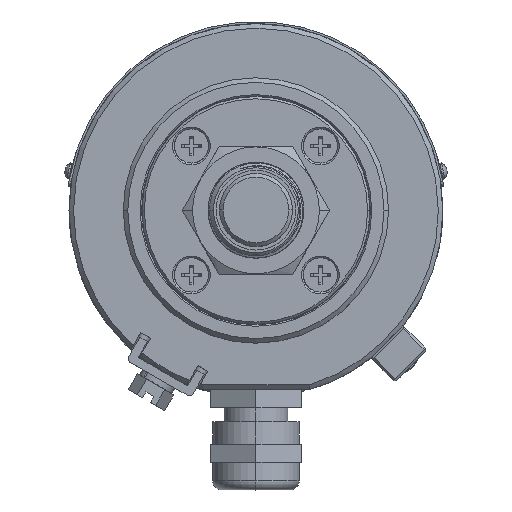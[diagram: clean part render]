
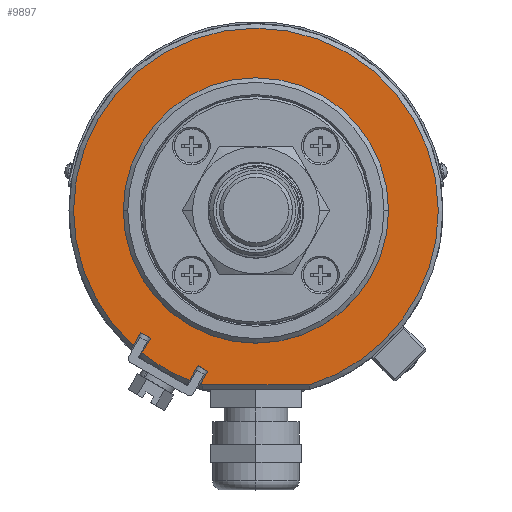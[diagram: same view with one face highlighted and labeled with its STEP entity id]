
A CAD part, top view. The second image highlights one B-rep face of the part: STEP entity #9897.
In plain terms, the highlighted planar face has unit normal (0, 0, 1).
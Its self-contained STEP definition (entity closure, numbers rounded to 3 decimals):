
#1309=DIRECTION('',(-0.866,0.5,0.));
#1310=VECTOR('',#1309,2.5);
#1311=CARTESIAN_POINT('',(-23.096,-28.004,-10.));
#1312=LINE('',#1311,#1310);
#1313=DIRECTION('',(-0.5,-0.866,0.));
#1314=VECTOR('',#1313,3.286);
#1315=CARTESIAN_POINT('',(-25.261,-26.754,-10.));
#1316=LINE('',#1315,#1314);
#1317=CARTESIAN_POINT('',(0.,0.,-10.));
#1318=DIRECTION('',(0.,0.,-1.));
#1319=DIRECTION('',(-0.673,-0.74,0.));
#1320=AXIS2_PLACEMENT_3D('',#1317,#1318,#1319);
#1322=CARTESIAN_POINT('',(0.,0.,-10.));
#1323=DIRECTION('',(0.,0.,-1.));
#1324=DIRECTION('',(-1.,0.,0.));
#1325=AXIS2_PLACEMENT_3D('',#1322,#1323,#1324);
#1327=CARTESIAN_POINT('',(0.,0.,-10.));
#1328=DIRECTION('',(0.,0.,-1.));
#1329=DIRECTION('',(1.,0.,0.));
#1330=AXIS2_PLACEMENT_3D('',#1327,#1328,#1329);
#1332=DIRECTION('',(-1.,0.,0.));
#1333=VECTOR('',#1332,23.404);
#1334=CARTESIAN_POINT('',(11.702,-38.25,-10.));
#1335=LINE('',#1334,#1333);
#1336=CARTESIAN_POINT('',(0.,0.,-10.));
#1337=DIRECTION('',(0.,0.,-1.));
#1338=DIRECTION('',(-0.293,-0.956,0.));
#1339=AXIS2_PLACEMENT_3D('',#1336,#1337,#1338);
#1341=DIRECTION('',(0.5,0.866,0.));
#1342=VECTOR('',#1341,3.286);
#1343=CARTESIAN_POINT('',(-12.182,-38.1,-10.));
#1344=LINE('',#1343,#1342);
#1345=DIRECTION('',(-0.866,0.5,0.));
#1346=VECTOR('',#1345,2.5);
#1347=CARTESIAN_POINT('',(-10.539,-35.254,-10.));
#1348=LINE('',#1347,#1346);
#1349=DIRECTION('',(-0.5,-0.866,0.));
#1350=VECTOR('',#1349,3.747);
#1351=CARTESIAN_POINT('',(-12.704,-34.004,-10.));
#1352=LINE('',#1351,#1350);
#1353=CARTESIAN_POINT('',(0.,0.,-10.));
#1354=DIRECTION('',(0.,0.,-1.));
#1355=DIRECTION('',(-0.364,-0.931,0.));
#1356=AXIS2_PLACEMENT_3D('',#1353,#1354,#1355);
#1358=DIRECTION('',(0.5,0.866,0.));
#1359=VECTOR('',#1358,3.747);
#1360=CARTESIAN_POINT('',(-24.97,-31.249,-10.));
#1361=LINE('',#1360,#1359);
#1362=CARTESIAN_POINT('',(0.,0.,-10.));
#1363=DIRECTION('',(0.,0.,1.));
#1364=DIRECTION('',(-1.,0.,0.));
#1365=AXIS2_PLACEMENT_3D('',#1362,#1363,#1364);
#1367=CARTESIAN_POINT('',(0.,0.,-10.));
#1368=DIRECTION('',(0.,0.,1.));
#1369=DIRECTION('',(1.,0.,0.));
#1370=AXIS2_PLACEMENT_3D('',#1367,#1368,#1369);
#7220=CARTESIAN_POINT('',(11.702,-38.25,-10.));
#7221=CARTESIAN_POINT('',(-11.702,-38.25,-10.));
#7222=VERTEX_POINT('',#7220);
#7223=VERTEX_POINT('',#7221);
#7224=CARTESIAN_POINT('',(-23.096,-28.004,-10.));
#7225=CARTESIAN_POINT('',(-25.261,-26.754,-10.));
#7226=VERTEX_POINT('',#7224);
#7227=VERTEX_POINT('',#7225);
#7228=CARTESIAN_POINT('',(-26.904,-29.6,-10.));
#7229=VERTEX_POINT('',#7228);
#7230=CARTESIAN_POINT('',(40.,0.,-10.));
#7231=VERTEX_POINT('',#7230);
#7232=CARTESIAN_POINT('',(-40.,0.,-10.));
#7233=VERTEX_POINT('',#7232);
#7234=CARTESIAN_POINT('',(-12.182,-38.1,-10.));
#7235=VERTEX_POINT('',#7234);
#7236=CARTESIAN_POINT('',(-10.539,-35.254,-10.));
#7237=VERTEX_POINT('',#7236);
#7238=CARTESIAN_POINT('',(-12.704,-34.004,-10.));
#7239=VERTEX_POINT('',#7238);
#7240=CARTESIAN_POINT('',(-14.578,-37.249,-10.));
#7241=VERTEX_POINT('',#7240);
#7242=CARTESIAN_POINT('',(-24.97,-31.249,-10.));
#7243=VERTEX_POINT('',#7242);
#7244=CARTESIAN_POINT('',(-29.1,0.,-10.));
#7245=CARTESIAN_POINT('',(29.1,0.,-10.));
#7246=VERTEX_POINT('',#7244);
#7247=VERTEX_POINT('',#7245);
#9867=CARTESIAN_POINT('',(0.,0.,-10.));
#9868=DIRECTION('',(0.,0.,-1.));
#9869=DIRECTION('',(-1.,0.,0.));
#9870=AXIS2_PLACEMENT_3D('',#9867,#9868,#9869);
#9871=PLANE('',#9870);
#9873=ORIENTED_EDGE('',*,*,#9872,.T.);
#9874=ORIENTED_EDGE('',*,*,#9623,.T.);
#9875=ORIENTED_EDGE('',*,*,#9647,.T.);
#9876=ORIENTED_EDGE('',*,*,#9645,.T.);
#9877=ORIENTED_EDGE('',*,*,#9643,.T.);
#9878=ORIENTED_EDGE('',*,*,#9858,.T.);
#9880=ORIENTED_EDGE('',*,*,#9879,.T.);
#9882=ORIENTED_EDGE('',*,*,#9881,.T.);
#9884=ORIENTED_EDGE('',*,*,#9883,.T.);
#9886=ORIENTED_EDGE('',*,*,#9885,.T.);
#9887=ORIENTED_EDGE('',*,*,#9577,.T.);
#9888=ORIENTED_EDGE('',*,*,#9593,.T.);
#9889=EDGE_LOOP('',(#9873,#9874,#9875,#9876,#9877,#9878,#9880,#9882,#9884,#9886,
#9887,#9888));
#9890=FACE_OUTER_BOUND('',#9889,.F.);
#9892=ORIENTED_EDGE('',*,*,#9891,.T.);
#9894=ORIENTED_EDGE('',*,*,#9893,.T.);
#9895=EDGE_LOOP('',(#9892,#9894));
#9896=FACE_BOUND('',#9895,.F.);
#9897=ADVANCED_FACE('',(#9890,#9896),#9871,.F.);
#1321=CIRCLE('',#1320,40.);
#1326=CIRCLE('',#1325,40.);
#1331=CIRCLE('',#1330,40.);
#1340=CIRCLE('',#1339,40.);
#1357=CIRCLE('',#1356,40.);
#1366=CIRCLE('',#1365,29.1);
#1371=CIRCLE('',#1370,29.1);
#9577=EDGE_CURVE('',#7241,#7243,#1357,.T.);
#9593=EDGE_CURVE('',#7243,#7226,#1361,.T.);
#9623=EDGE_CURVE('',#7227,#7229,#1316,.T.);
#9643=EDGE_CURVE('',#7231,#7222,#1331,.T.);
#9645=EDGE_CURVE('',#7233,#7231,#1326,.T.);
#9647=EDGE_CURVE('',#7229,#7233,#1321,.T.);
#9858=EDGE_CURVE('',#7222,#7223,#1335,.T.);
#9872=EDGE_CURVE('',#7226,#7227,#1312,.T.);
#9879=EDGE_CURVE('',#7223,#7235,#1340,.T.);
#9881=EDGE_CURVE('',#7235,#7237,#1344,.T.);
#9883=EDGE_CURVE('',#7237,#7239,#1348,.T.);
#9885=EDGE_CURVE('',#7239,#7241,#1352,.T.);
#9891=EDGE_CURVE('',#7246,#7247,#1366,.T.);
#9893=EDGE_CURVE('',#7247,#7246,#1371,.T.);
